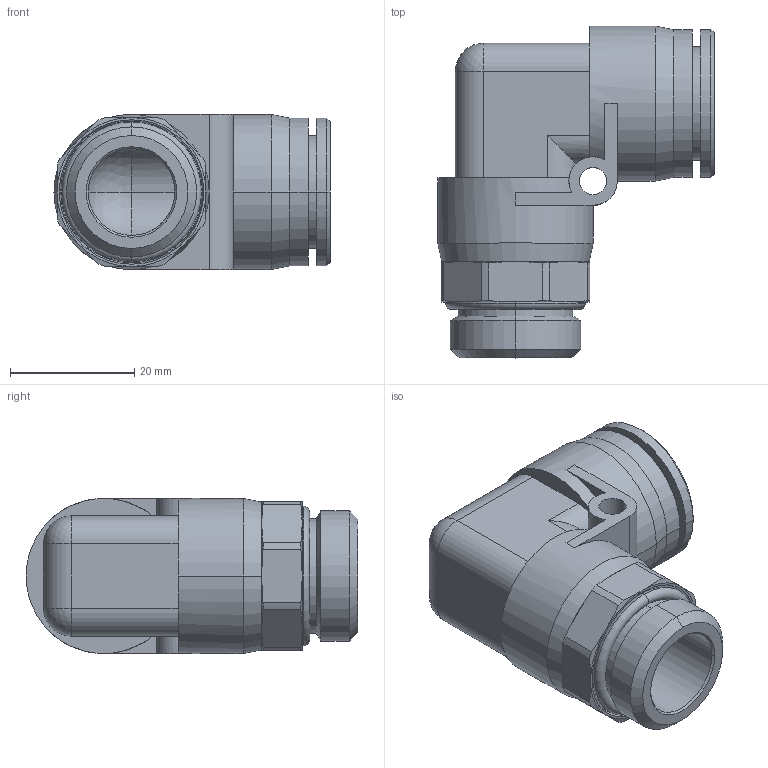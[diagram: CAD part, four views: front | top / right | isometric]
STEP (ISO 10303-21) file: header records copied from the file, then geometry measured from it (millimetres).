
FILE_DESCRIPTION(( 'RT.18.16.12.stp' ), '1');
FILE_NAME( 'RT.18.16.12.stp', '2018-10-08T14:48:09',( 'Sopra'),('sopra-pneumatic.com'), 'SwSTEP 2.0','SolidWorks 2009','' );
FILE_SCHEMA(('CONFIG_CONTROL_DESIGN'));
Length unit declared in the file: millimetre
Products named in the file (1): 342030B_930P-16-1-2
Bounding box: 44.5 x 53.5 x 25 mm (x, y, z)
Volume: 18233.8 mm3; surface area: 10962.4 mm2
Topology: 2 solids, 2 shells, 116 faces, 276 edges, 166 vertices
Faces by surface type: cylinder 42, plane 34, cone 32, sphere 4, torus 4
Entity records: 3517 total; most frequent: CARTESIAN_POINT 787, DIRECTION 590, ORIENTED_EDGE 548, EDGE_CURVE 274, AXIS2_PLACEMENT_3D 244, VERTEX_POINT 166, CIRCLE 128, EDGE_LOOP 126
